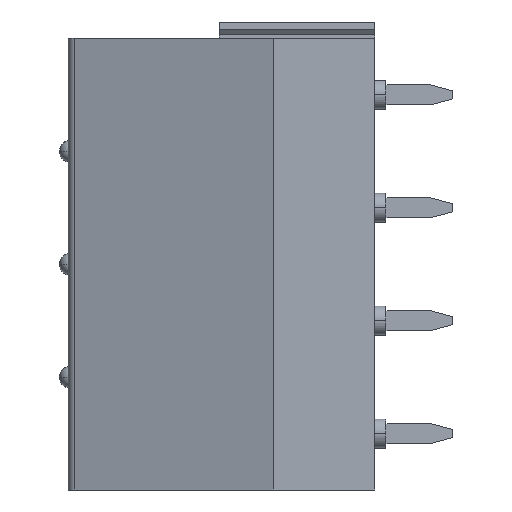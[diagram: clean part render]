
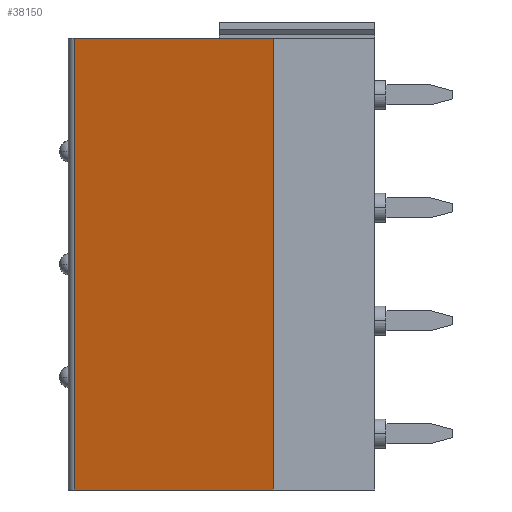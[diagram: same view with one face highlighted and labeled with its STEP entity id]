
A CAD part, left-side view. The second image highlights one B-rep face of the part: STEP entity #38150.
In plain terms, the highlighted planar face has unit normal (-0.951, 0.309, 0).
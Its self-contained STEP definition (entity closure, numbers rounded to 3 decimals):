
#8420=CARTESIAN_POINT('',(-64.53,43.996
   ,-2.46));
#8430=VERTEX_POINT('',#8420);
#8460=CARTESIAN_POINT('',(-78.825,0.
   ,-2.46));
#8470=DIRECTION('',(-0.309,-0.951,
   0.));
#8480=VECTOR('',#8470,1.);
#8490=LINE('',#8460,#8480);
#8500=CARTESIAN_POINT('',(-61.619,52.953
   ,-2.46));
#8510=VERTEX_POINT('',#8500);
#8520=EDGE_CURVE('',#8510,#8430,#8490,.T.);
#37850=CARTESIAN_POINT('',(-61.619,
   52.953,-15.16));
#37860=DIRECTION('',(-0.951,0.309,
   0.));
#37870=DIRECTION('',(-0.309,-0.951,
   0.));
#37880=AXIS2_PLACEMENT_3D('',#37850,#37860,#37870);
#37890=PLANE('',#37880);
#37900=CARTESIAN_POINT('',(-78.825,
   0.,-22.78));
#37910=DIRECTION('',(0.309,0.951,
   0.));
#37920=VECTOR('',#37910,1.);
#37930=LINE('',#37900,#37920);
#37940=CARTESIAN_POINT('',(-64.53,
   43.996,-22.78));
#37950=VERTEX_POINT('',#37940);
#37960=CARTESIAN_POINT('',(-61.619,
   52.953,-22.78));
#37970=VERTEX_POINT('',#37960);
#37980=EDGE_CURVE('',#37950,#37970,#37930,.T.);
#37990=ORIENTED_EDGE('',*,*,#37980,.F.);
#38000=CARTESIAN_POINT('',(-61.619,
   52.953,-20.24));
#38010=DIRECTION('',(0.,0.,
   1.));
#38020=VECTOR('',#38010,1.);
#38030=LINE('',#38000,#38020);
#38040=EDGE_CURVE('',#37970,#8510,#38030,.T.);
#38050=ORIENTED_EDGE('',*,*,#38040,.F.);
#38060=ORIENTED_EDGE('',*,*,#8520,.F.);
#38070=CARTESIAN_POINT('',(-64.53,
   43.996,-20.16));
#38080=DIRECTION('',(0.,0.,
   -1.));
#38090=VECTOR('',#38080,1.);
#38100=LINE('',#38070,#38090);
#38110=EDGE_CURVE('',#8430,#37950,#38100,.T.);
#38120=ORIENTED_EDGE('',*,*,#38110,.F.);
#38130=EDGE_LOOP('',(#38120,#38060,#38050,#37990));
#38140=FACE_OUTER_BOUND('',#38130,.T.);
#38150=ADVANCED_FACE('',(#38140),#37890,.T.);
